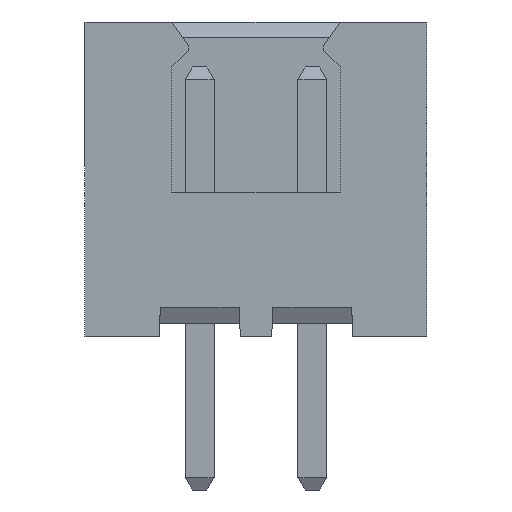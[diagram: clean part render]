
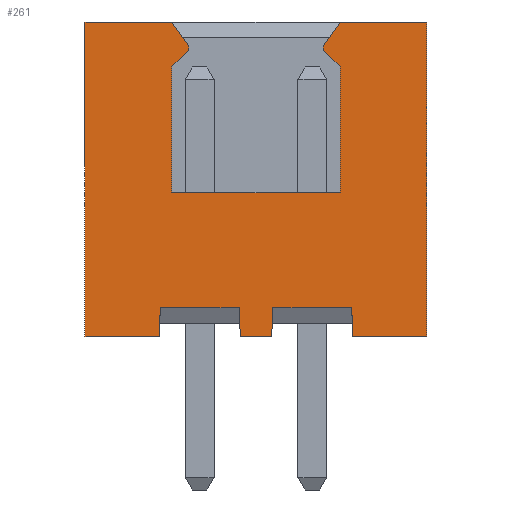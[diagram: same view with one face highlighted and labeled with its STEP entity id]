
A CAD part, front view. The second image highlights one B-rep face of the part: STEP entity #261.
In plain terms, the highlighted planar face has unit normal (0, -1, 0).
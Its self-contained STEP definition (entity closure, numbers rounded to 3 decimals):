
#261=ADVANCED_FACE('',(#778),#780,.T.);
#778=FACE_BOUND('',#779,.T.);
#779=EDGE_LOOP('',(#1182,#1183,#1184,#1185,#1186,#1187,#1188,#1189,#1190,#1191,#1192,
#1193,#1194,#1195,#1196,#1197,#1198,#1199,#1200,#1201,#1202,#1203));
#780=PLANE('',#781);
#781=AXIS2_PLACEMENT_3D('',#782,#783,#784);
#782=CARTESIAN_POINT('',(-5.05,-2.35,0.));
#783=DIRECTION('',(0.,-1.,0.));
#784=DIRECTION('',(1.,0.,0.));
#1182=ORIENTED_EDGE('',*,*,#1480,.T.);
#1183=ORIENTED_EDGE('',*,*,#1452,.T.);
#1184=ORIENTED_EDGE('',*,*,#1475,.T.);
#1185=ORIENTED_EDGE('',*,*,#1481,.T.);
#1186=ORIENTED_EDGE('',*,*,#1482,.T.);
#1187=ORIENTED_EDGE('',*,*,#1483,.T.);
#1188=ORIENTED_EDGE('',*,*,#1484,.T.);
#1189=ORIENTED_EDGE('',*,*,#1485,.T.);
#1190=ORIENTED_EDGE('',*,*,#1486,.F.);
#1191=ORIENTED_EDGE('',*,*,#1487,.T.);
#1192=ORIENTED_EDGE('',*,*,#1488,.T.);
#1193=ORIENTED_EDGE('',*,*,#1489,.T.);
#1194=ORIENTED_EDGE('',*,*,#1490,.T.);
#1195=ORIENTED_EDGE('',*,*,#1491,.T.);
#1196=ORIENTED_EDGE('',*,*,#1492,.T.);
#1197=ORIENTED_EDGE('',*,*,#1493,.T.);
#1198=ORIENTED_EDGE('',*,*,#1494,.T.);
#1199=ORIENTED_EDGE('',*,*,#1495,.T.);
#1200=ORIENTED_EDGE('',*,*,#1496,.F.);
#1201=ORIENTED_EDGE('',*,*,#1497,.F.);
#1202=ORIENTED_EDGE('',*,*,#1476,.T.);
#1203=ORIENTED_EDGE('',*,*,#1460,.T.);
#1452=EDGE_CURVE('',#1607,#1608,#1609,.F.);
#1460=EDGE_CURVE('',#1624,#1622,#1625,.F.);
#1475=EDGE_CURVE('',#1608,#1649,#1651,.T.);
#1476=EDGE_CURVE('',#1652,#1624,#1653,.T.);
#1480=EDGE_CURVE('',#1622,#1607,#1657,.F.);
#1481=EDGE_CURVE('',#1649,#1658,#1659,.F.);
#1482=EDGE_CURVE('',#1658,#1660,#1661,.F.);
#1483=EDGE_CURVE('',#1660,#1662,#1663,.F.);
#1484=EDGE_CURVE('',#1662,#1664,#1665,.T.);
#1485=EDGE_CURVE('',#1664,#1666,#1667,.T.);
#1486=EDGE_CURVE('',#1668,#1666,#1669,.T.);
#1487=EDGE_CURVE('',#1668,#1670,#1671,.F.);
#1488=EDGE_CURVE('',#1670,#1672,#1673,.F.);
#1489=EDGE_CURVE('',#1672,#1674,#1675,.F.);
#1490=EDGE_CURVE('',#1674,#1676,#1677,.F.);
#1491=EDGE_CURVE('',#1676,#1678,#1679,.F.);
#1492=EDGE_CURVE('',#1678,#1680,#1681,.F.);
#1493=EDGE_CURVE('',#1680,#1682,#1683,.F.);
#1494=EDGE_CURVE('',#1682,#1684,#1685,.F.);
#1495=EDGE_CURVE('',#1684,#1686,#1687,.F.);
#1496=EDGE_CURVE('',#1688,#1686,#1689,.T.);
#1497=EDGE_CURVE('',#1652,#1688,#1690,.T.);
#1607=VERTEX_POINT('',#1862);
#1608=VERTEX_POINT('',#1863);
#1609=LINE('',#1864,#1865);
#1622=VERTEX_POINT('',#1891);
#1624=VERTEX_POINT('',#1895);
#1625=LINE('',#1896,#1897);
#1649=VERTEX_POINT('',#1948);
#1651=LINE('',#1952,#1953);
#1652=VERTEX_POINT('',#1955);
#1653=LINE('',#1956,#1957);
#1657=LINE('',#1968,#1969);
#1658=VERTEX_POINT('',#1971);
#1659=LINE('',#1972,#1973);
#1660=VERTEX_POINT('',#1975);
#1661=LINE('',#1976,#1977);
#1662=VERTEX_POINT('',#1979);
#1663=LINE('',#1980,#1981);
#1664=VERTEX_POINT('',#1983);
#1665=LINE('',#1984,#1985);
#1666=VERTEX_POINT('',#1987);
#1667=LINE('',#1988,#1989);
#1668=VERTEX_POINT('',#1991);
#1669=LINE('',#1992,#1993);
#1670=VERTEX_POINT('',#1995);
#1671=LINE('',#1996,#1997);
#1672=VERTEX_POINT('',#1999);
#1673=LINE('',#2000,#2001);
#1674=VERTEX_POINT('',#2003);
#1675=LINE('',#2004,#2005);
#1676=VERTEX_POINT('',#2007);
#1677=LINE('',#2008,#2009);
#1678=VERTEX_POINT('',#2011);
#1679=LINE('',#2012,#2013);
#1680=VERTEX_POINT('',#2015);
#1681=LINE('',#2016,#2017);
#1682=VERTEX_POINT('',#2019);
#1683=LINE('',#2020,#2021);
#1684=VERTEX_POINT('',#2023);
#1685=LINE('',#2024,#2025);
#1686=VERTEX_POINT('',#2027);
#1687=LINE('',#2028,#2029);
#1688=VERTEX_POINT('',#2031);
#1689=LINE('',#2032,#2033);
#1690=LINE('',#2035,#2036);
#1862=CARTESIAN_POINT('',(-1.623,-2.35,0.65));
#1863=CARTESIAN_POINT('',(-1.6,-2.35,0.));
#1864=CARTESIAN_POINT('',(-1.6,-2.35,0.));
#1865=VECTOR('',#1866,1.);
#1866=DIRECTION('',(-0.035,0.,0.999));
#1891=CARTESIAN_POINT('',(-3.377,-2.35,0.65));
#1895=CARTESIAN_POINT('',(-3.4,-2.35,0.));
#1896=CARTESIAN_POINT('',(-3.377,-2.35,0.65));
#1897=VECTOR('',#1898,1.);
#1898=DIRECTION('',(-0.035,0.,-0.999));
#1948=CARTESIAN_POINT('',(-0.9,-2.35,0.));
#1952=CARTESIAN_POINT('',(-1.6,-2.35,0.));
#1953=VECTOR('',#1954,1.);
#1954=DIRECTION('',(1.,0.,0.));
#1955=CARTESIAN_POINT('',(-5.05,-2.35,0.));
#1956=CARTESIAN_POINT('',(-5.05,-2.35,0.));
#1957=VECTOR('',#1958,1.);
#1958=DIRECTION('',(1.,0.,0.));
#1968=CARTESIAN_POINT('',(-1.623,-2.35,0.65));
#1969=VECTOR('',#1970,1.);
#1970=DIRECTION('',(-1.,0.,0.));
#1971=CARTESIAN_POINT('',(-0.877,-2.35,0.65));
#1972=CARTESIAN_POINT('',(-0.877,-2.35,0.65));
#1973=VECTOR('',#1974,1.);
#1974=DIRECTION('',(-0.035,0.,-0.999));
#1975=CARTESIAN_POINT('',(0.877,-2.35,0.65));
#1976=CARTESIAN_POINT('',(0.877,-2.35,0.65));
#1977=VECTOR('',#1978,1.);
#1978=DIRECTION('',(-1.,0.,0.));
#1979=CARTESIAN_POINT('',(0.9,-2.35,0.));
#1980=CARTESIAN_POINT('',(0.9,-2.35,0.));
#1981=VECTOR('',#1982,1.);
#1982=DIRECTION('',(-0.035,0.,0.999));
#1983=CARTESIAN_POINT('',(2.55,-2.35,0.));
#1984=CARTESIAN_POINT('',(0.9,-2.35,0.));
#1985=VECTOR('',#1986,1.);
#1986=DIRECTION('',(1.,0.,0.));
#1987=CARTESIAN_POINT('',(2.55,-2.35,7.));
#1988=CARTESIAN_POINT('',(2.55,-2.35,0.));
#1989=VECTOR('',#1990,1.);
#1990=DIRECTION('',(0.,0.,1.));
#1991=CARTESIAN_POINT('',(0.621,-2.35,7.));
#1992=CARTESIAN_POINT('',(0.621,-2.35,7.));
#1993=VECTOR('',#1994,1.);
#1994=DIRECTION('',(1.,0.,0.));
#1995=CARTESIAN_POINT('',(0.25,-2.35,6.471));
#1996=CARTESIAN_POINT('',(0.25,-2.35,6.471));
#1997=VECTOR('',#1998,1.);
#1998=DIRECTION('',(0.574,0.,0.819));
#1999=CARTESIAN_POINT('',(0.25,-2.35,6.371));
#2000=CARTESIAN_POINT('',(0.25,-2.35,6.371));
#2001=VECTOR('',#2002,1.);
#2002=DIRECTION('',(0.,0.,1.));
#2003=CARTESIAN_POINT('',(0.621,-2.35,6.));
#2004=CARTESIAN_POINT('',(0.621,-2.35,6.));
#2005=VECTOR('',#2006,1.);
#2006=DIRECTION('',(-0.707,0.,0.707));
#2007=CARTESIAN_POINT('',(0.621,-2.35,3.2));
#2008=CARTESIAN_POINT('',(0.621,-2.35,3.2));
#2009=VECTOR('',#2010,1.);
#2010=DIRECTION('',(0.,0.,1.));
#2011=CARTESIAN_POINT('',(-3.121,-2.35,3.2));
#2012=CARTESIAN_POINT('',(-3.121,-2.35,3.2));
#2013=VECTOR('',#2014,1.);
#2014=DIRECTION('',(1.,0.,0.));
#2015=CARTESIAN_POINT('',(-3.121,-2.35,6.));
#2016=CARTESIAN_POINT('',(-3.121,-2.35,6.));
#2017=VECTOR('',#2018,1.);
#2018=DIRECTION('',(0.,0.,-1.));
#2019=CARTESIAN_POINT('',(-2.75,-2.35,6.371));
#2020=CARTESIAN_POINT('',(-2.75,-2.35,6.371));
#2021=VECTOR('',#2022,1.);
#2022=DIRECTION('',(-0.707,0.,-0.707));
#2023=CARTESIAN_POINT('',(-2.75,-2.35,6.471));
#2024=CARTESIAN_POINT('',(-2.75,-2.35,6.471));
#2025=VECTOR('',#2026,1.);
#2026=DIRECTION('',(0.,0.,-1.));
#2027=CARTESIAN_POINT('',(-3.121,-2.35,7.));
#2028=CARTESIAN_POINT('',(-3.121,-2.35,7.));
#2029=VECTOR('',#2030,1.);
#2030=DIRECTION('',(0.574,0.,-0.819));
#2031=CARTESIAN_POINT('',(-5.05,-2.35,7.));
#2032=CARTESIAN_POINT('',(-5.05,-2.35,7.));
#2033=VECTOR('',#2034,1.);
#2034=DIRECTION('',(1.,0.,0.));
#2035=CARTESIAN_POINT('',(-5.05,-2.35,0.));
#2036=VECTOR('',#2037,1.);
#2037=DIRECTION('',(0.,0.,1.));
